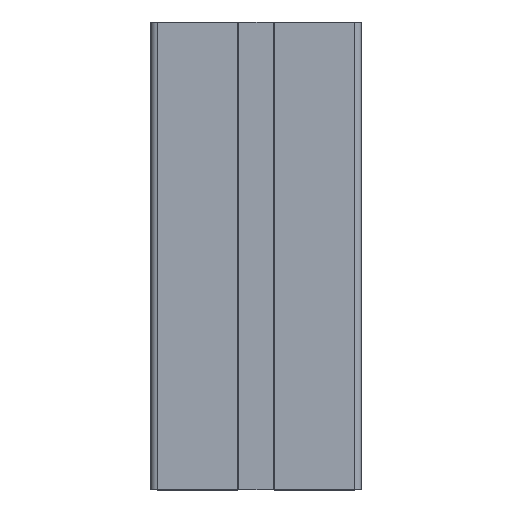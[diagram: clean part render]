
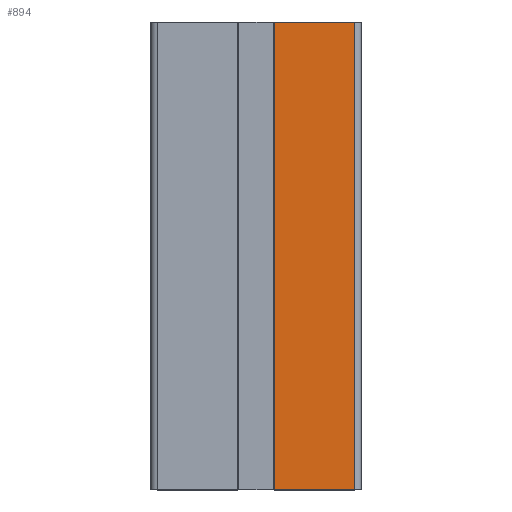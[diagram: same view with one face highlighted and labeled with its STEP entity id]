
A CAD part, top view. The second image highlights one B-rep face of the part: STEP entity #894.
In plain terms, the highlighted planar face has unit normal (0, 0, 1).
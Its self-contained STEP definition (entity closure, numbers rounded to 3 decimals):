
#545 = ORIENTED_EDGE ( 'NONE', *, *, #7920, .T. ) ;
#592 = ORIENTED_EDGE ( 'NONE', *, *, #11084, .T. ) ;
#673 = VECTOR ( 'NONE', #12024, 1000. ) ;
#894 = ADVANCED_FACE ( 'NONE', ( #9065 ), #12293, .T. ) ;
#1462 = CARTESIAN_POINT ( 'NONE',  ( 7.7, 200., 22.5 ) ) ;
#2453 = VECTOR ( 'NONE', #14480, 1000. ) ;
#2527 = DIRECTION ( 'NONE',  ( 1., 0., 0. ) ) ;
#3051 = CARTESIAN_POINT ( 'NONE',  ( 42., 200., 22.5 ) ) ;
#3668 = LINE ( 'NONE', #11981, #673 ) ;
#3931 = CARTESIAN_POINT ( 'NONE',  ( 42., 0., 22.5 ) ) ;
#4316 = ORIENTED_EDGE ( 'NONE', *, *, #11494, .T. ) ;
#4425 = CARTESIAN_POINT ( 'NONE',  ( 42., 0., 22.5 ) ) ;
#4581 = VECTOR ( 'NONE', #6892, 1000. ) ;
#4712 = AXIS2_PLACEMENT_3D ( 'NONE', #13515, #8032, #2527 ) ;
#4742 = CARTESIAN_POINT ( 'NONE',  ( 7.7, 200., 22.5 ) ) ;
#4820 = VERTEX_POINT ( 'NONE', #1462 ) ;
#5080 = VECTOR ( 'NONE', #12560, 1000. ) ;
#5439 = CARTESIAN_POINT ( 'NONE',  ( 7.7, 0., 22.5 ) ) ;
#5811 = CARTESIAN_POINT ( 'NONE',  ( 7.7, 0., 22.5 ) ) ;
#6668 = LINE ( 'NONE', #4742, #5080 ) ;
#6892 = DIRECTION ( 'NONE',  ( 0., -1., 0. ) ) ;
#7563 = LINE ( 'NONE', #5811, #4581 ) ;
#7920 = EDGE_CURVE ( 'NONE', #14487, #12723, #3668, .T. ) ;
#8032 = DIRECTION ( 'NONE',  ( 0., 0., 1. ) ) ;
#8417 = LINE ( 'NONE', #4425, #2453 ) ;
#8498 = VERTEX_POINT ( 'NONE', #3051 ) ;
#9065 = FACE_OUTER_BOUND ( 'NONE', #12887, .T. ) ;
#11084 = EDGE_CURVE ( 'NONE', #4820, #14487, #7563, .T. ) ;
#11333 = EDGE_CURVE ( 'NONE', #12723, #8498, #8417, .T. ) ;
#11494 = EDGE_CURVE ( 'NONE', #8498, #4820, #6668, .T. ) ;
#11981 = CARTESIAN_POINT ( 'NONE',  ( 7.7, 0., 22.5 ) ) ;
#12024 = DIRECTION ( 'NONE',  ( 1., 0., 0. ) ) ;
#12116 = ORIENTED_EDGE ( 'NONE', *, *, #11333, .T. ) ;
#12293 = PLANE ( 'NONE',  #4712 ) ;
#12560 = DIRECTION ( 'NONE',  ( -1., 0., 0. ) ) ;
#12723 = VERTEX_POINT ( 'NONE', #3931 ) ;
#12887 = EDGE_LOOP ( 'NONE', ( #545, #12116, #4316, #592 ) ) ;
#13515 = CARTESIAN_POINT ( 'NONE',  ( 7.7, 0., 22.5 ) ) ;
#14480 = DIRECTION ( 'NONE',  ( 0., 1., 0. ) ) ;
#14487 = VERTEX_POINT ( 'NONE', #5439 ) ;
